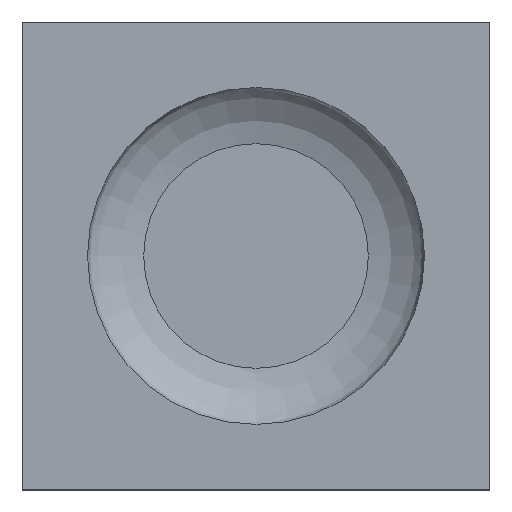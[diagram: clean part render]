
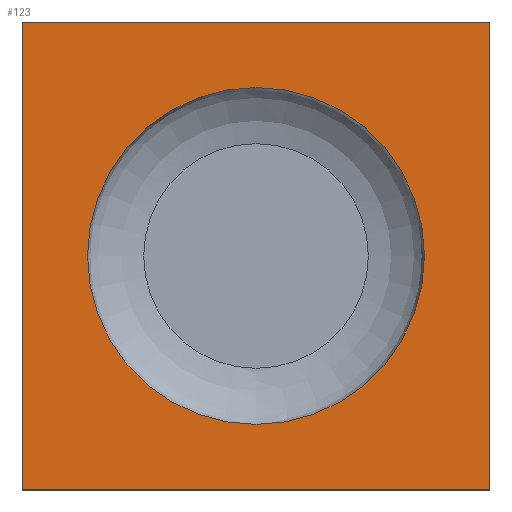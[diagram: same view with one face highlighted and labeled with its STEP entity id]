
A CAD part, top view. The second image highlights one B-rep face of the part: STEP entity #123.
In plain terms, the highlighted planar face has unit normal (0, 0, 1).
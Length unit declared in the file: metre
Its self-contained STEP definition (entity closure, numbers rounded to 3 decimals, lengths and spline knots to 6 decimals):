
#13=CIRCLE('',#145,0.018);
#35=ORIENTED_EDGE('',*,*,#55,.F.);
#36=ORIENTED_EDGE('',*,*,#47,.F.);
#37=ORIENTED_EDGE('',*,*,#43,.T.);
#38=ORIENTED_EDGE('',*,*,#53,.T.);
#39=ORIENTED_EDGE('',*,*,#50,.F.);
#43=EDGE_CURVE('',#57,#58,#67,.T.);
#47=EDGE_CURVE('',#57,#61,#71,.T.);
#50=EDGE_CURVE('',#61,#63,#74,.T.);
#53=EDGE_CURVE('',#58,#63,#77,.T.);
#55=EDGE_CURVE('',#65,#65,#13,.T.);
#57=VERTEX_POINT('',#183);
#58=VERTEX_POINT('',#184);
#61=VERTEX_POINT('',#192);
#63=VERTEX_POINT('',#198);
#65=VERTEX_POINT('',#208);
#67=LINE('',#182,#79);
#71=LINE('',#191,#83);
#74=LINE('',#197,#86);
#77=LINE('',#203,#89);
#79=VECTOR('',#152,1.);
#83=VECTOR('',#158,1.);
#86=VECTOR('',#163,1.);
#89=VECTOR('',#168,1.);
#96=EDGE_LOOP('',(#35));
#97=EDGE_LOOP('',(#36,#37,#38,#39));
#106=FACE_BOUND('',#96,.T.);
#107=FACE_BOUND('',#97,.T.);
#116=PLANE('',#144);
#123=ADVANCED_FACE('',(#106,#107),#116,.T.);
#144=AXIS2_PLACEMENT_3D('',#206,#172,#173);
#145=AXIS2_PLACEMENT_3D('',#207,#174,#175);
#152=DIRECTION('',(-1.,0.,0.));
#158=DIRECTION('',(0.,-1.,0.));
#163=DIRECTION('',(-1.,0.,0.));
#168=DIRECTION('',(0.,-1.,0.));
#172=DIRECTION('',(0.,0.,1.));
#173=DIRECTION('',(1.,0.,0.));
#174=DIRECTION('',(0.,0.,1.));
#175=DIRECTION('',(1.,0.,0.));
#182=CARTESIAN_POINT('',(0.,0.025,0.));
#183=CARTESIAN_POINT('',(0.025,0.025,0.));
#184=CARTESIAN_POINT('',(-0.025,0.025,0.));
#191=CARTESIAN_POINT('',(0.025,0.,0.));
#192=CARTESIAN_POINT('',(0.025,-0.025,0.));
#197=CARTESIAN_POINT('',(0.,-0.025,0.));
#198=CARTESIAN_POINT('',(-0.025,-0.025,0.));
#203=CARTESIAN_POINT('',(-0.025,0.,0.));
#206=CARTESIAN_POINT('',(0.025,-0.025,0.));
#207=CARTESIAN_POINT('',(0.,0.,0.));
#208=CARTESIAN_POINT('',(0.,-0.018,0.));
